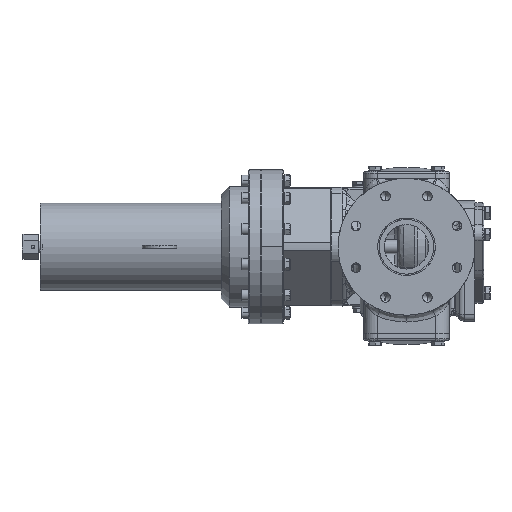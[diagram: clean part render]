
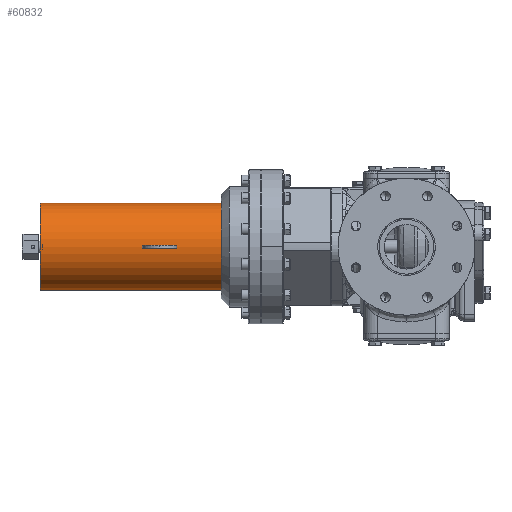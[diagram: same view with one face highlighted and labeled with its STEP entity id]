
A CAD part, left-side view. The second image highlights one B-rep face of the part: STEP entity #60832.
In plain terms, the highlighted cylindrical face has radius 63.5 mm (diameter 127 mm), a partial arc.
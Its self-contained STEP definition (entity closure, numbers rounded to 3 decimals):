
#5290 = ORIENTED_EDGE ( 'NONE', *, *, #109531, .T. ) ;
#9579 = CARTESIAN_POINT ( 'NONE',  ( 0., 534.78, -63.5 ) ) ;
#10671 = DIRECTION ( 'NONE',  ( 0., 0., -1. ) ) ;
#13365 = AXIS2_PLACEMENT_3D ( 'NONE', #93498, #93388, #93346 ) ;
#20312 = VERTEX_POINT ( 'NONE', #9579 ) ;
#20786 = DIRECTION ( 'NONE',  ( 0., -1., 0. ) ) ;
#23432 = VECTOR ( 'NONE', #115385, 1000. ) ;
#23929 = EDGE_CURVE ( 'NONE', #30930, #37117, #109992, .T. ) ;
#30930 = VERTEX_POINT ( 'NONE', #74523 ) ;
#30971 = CARTESIAN_POINT ( 'NONE',  ( 0., 269.78, 63.5 ) ) ;
#37117 = VERTEX_POINT ( 'NONE', #30971 ) ;
#37976 = EDGE_CURVE ( 'NONE', #41584, #37117, #75802, .T. ) ;
#41584 = VERTEX_POINT ( 'NONE', #119155 ) ;
#43097 = DIRECTION ( 'NONE',  ( 0., -1., 0. ) ) ;
#45840 = ORIENTED_EDGE ( 'NONE', *, *, #117677, .T. ) ;
#60832 = ADVANCED_FACE ( 'NONE', ( #121869 ), #90126, .T. ) ;
#64567 = ORIENTED_EDGE ( 'NONE', *, *, #23929, .F. ) ;
#65552 = AXIS2_PLACEMENT_3D ( 'NONE', #138356, #43097, #10671 ) ;
#69203 = CARTESIAN_POINT ( 'NONE',  ( 0., 534.78, 63.5 ) ) ;
#70389 = DIRECTION ( 'NONE',  ( 0., -1., 0. ) ) ;
#74523 = CARTESIAN_POINT ( 'NONE',  ( 0., 534.78, 63.5 ) ) ;
#75802 = CIRCLE ( 'NONE', #13365, 63.5 ) ;
#76168 = EDGE_LOOP ( 'NONE', ( #64567, #5290, #45840, #123716 ) ) ;
#83275 = CARTESIAN_POINT ( 'NONE',  ( 0., 534.78, -63.5 ) ) ;
#84685 = CARTESIAN_POINT ( 'NONE',  ( 0., 534.78, 0. ) ) ;
#90126 = CYLINDRICAL_SURFACE ( 'NONE', #65552, 63.5 ) ;
#93346 = DIRECTION ( 'NONE',  ( 0., 0., -1. ) ) ;
#93388 = DIRECTION ( 'NONE',  ( 0., 1., 0. ) ) ;
#93498 = CARTESIAN_POINT ( 'NONE',  ( 0., 269.78, 0. ) ) ;
#95357 = DIRECTION ( 'NONE',  ( 0., 0., -1. ) ) ;
#109531 = EDGE_CURVE ( 'NONE', #30930, #20312, #111805, .T. ) ;
#109992 = LINE ( 'NONE', #69203, #128387 ) ;
#111805 = CIRCLE ( 'NONE', #114505, 63.5 ) ;
#114505 = AXIS2_PLACEMENT_3D ( 'NONE', #84685, #20786, #95357 ) ;
#115385 = DIRECTION ( 'NONE',  ( 0., -1., 0. ) ) ;
#117677 = EDGE_CURVE ( 'NONE', #20312, #41584, #133515, .T. ) ;
#119155 = CARTESIAN_POINT ( 'NONE',  ( 0., 269.78, -63.5 ) ) ;
#121869 = FACE_OUTER_BOUND ( 'NONE', #76168, .T. ) ;
#123716 = ORIENTED_EDGE ( 'NONE', *, *, #37976, .T. ) ;
#128387 = VECTOR ( 'NONE', #70389, 1000. ) ;
#133515 = LINE ( 'NONE', #83275, #23432 ) ;
#138356 = CARTESIAN_POINT ( 'NONE',  ( 0., 534.78, 0. ) ) ;
